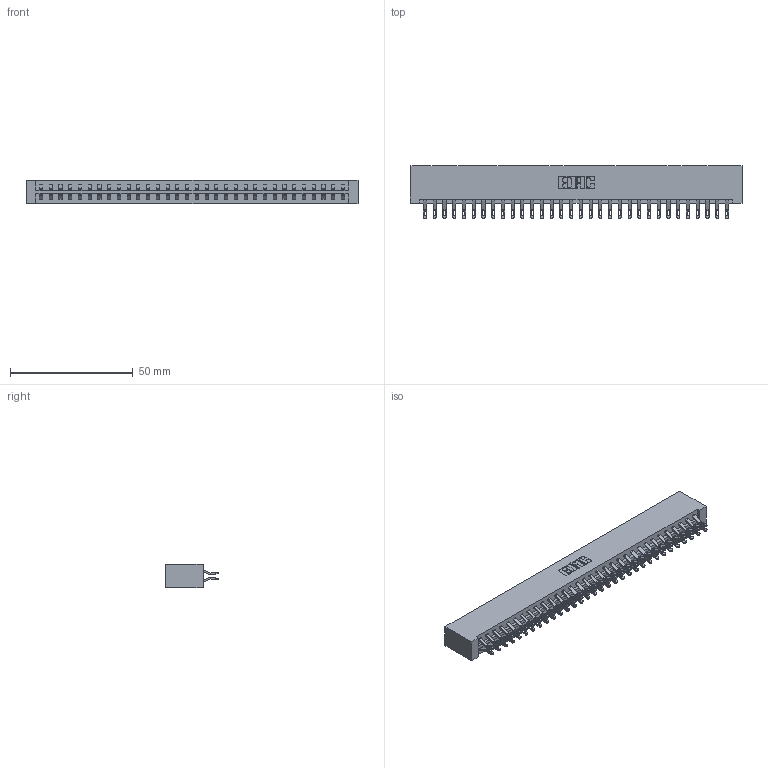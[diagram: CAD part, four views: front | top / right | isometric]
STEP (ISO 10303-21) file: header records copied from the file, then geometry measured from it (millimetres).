
FILE_DESCRIPTION (( 'STEP AP203' ), '1' );
FILE_NAME ('333-064-555-201.STEP', '2018-08-04T10:14:53', ( '' ), ( '' ), 'SwSTEP 2.0', 'SolidWorks 2016', '' );
FILE_SCHEMA (( 'CONFIG_CONTROL_DESIGN' ));
Length unit declared in the file: inch
Products named in the file (3): 333-064-555-201; 333 Part_Lugless; 345-292-001_555 Tail
Assembly tree (65 placements, depth 2):
  333-064-555-201
    333 Part_Lugless
    345-292-001_555 Tail  x64
Bounding box: 135.05 x 21.47 x 9.4 mm (x, y, z)
Volume: 14512.4 mm3; surface area: 17768.4 mm2
Topology: 65 solids, 65 shells, 3818 faces, 11999 edges, 7998 vertices
Faces by surface type: plane 2242, cylinder 1576
Entity records: 21929 total; most frequent: CARTESIAN_POINT 3680, ORIENTED_EDGE 3586, DIRECTION 3125, EDGE_CURVE 1793, VECTOR 1653, LINE 1653, VERTEX_POINT 1194, AXIS2_PLACEMENT_3D 736
